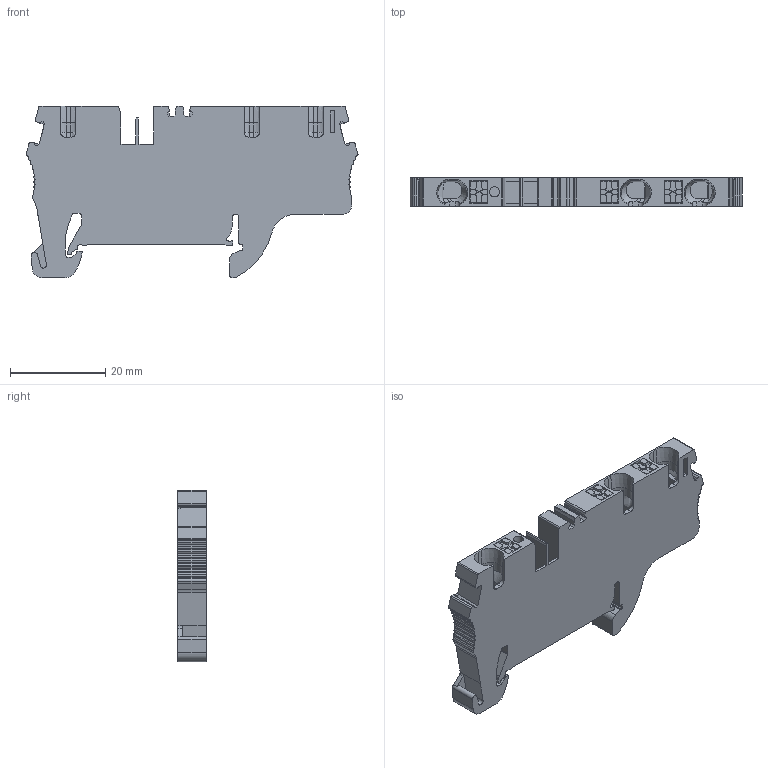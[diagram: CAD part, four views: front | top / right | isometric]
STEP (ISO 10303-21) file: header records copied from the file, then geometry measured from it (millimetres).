
FILE_DESCRIPTION(/* description */ ('Unknown'),/* implementation_level */ '2;1');
FILE_NAME(/* name */ 'PQ4-1X2_SOLID',/* time_stamp */ '2022-11-12T13:03:42+06:00',/* author */ ('Unknown'),/* organization */ ('Unknown'),/* preprocessor_version */ 'ST-DEVELOPER v16.7',/* originating_system */ 'Solid Edge',/* authorisation */ 'Unknown');
FILE_SCHEMA (('AUTOMOTIVE_DESIGN {1 0 10303 214 3 1 1}'));
Length unit declared in the file: millimetre
Products named in the file (1): PQ4-1X2_SOLID
Bounding box: 69.63 x 6 x 36 mm (x, y, z)
Volume: 9739.1 mm3; surface area: 7049.5 mm2
Topology: 1 solids, 15 shells, 761 faces, 2118 edges, 1400 vertices
Faces by surface type: plane 460, cylinder 203, bspline 53, cone 39, torus 6
Full cylindrical faces by diameter (mm): 0.903 x3, 2.15 x1
Entity records: 30485 total; most frequent: CARTESIAN_POINT 5668, ORIENTED_EDGE 4220, DIRECTION 3838, EDGE_CURVE 2110, LINE 1464, VECTOR 1464, VERTEX_POINT 1396, AXIS2_PLACEMENT_3D 1187
